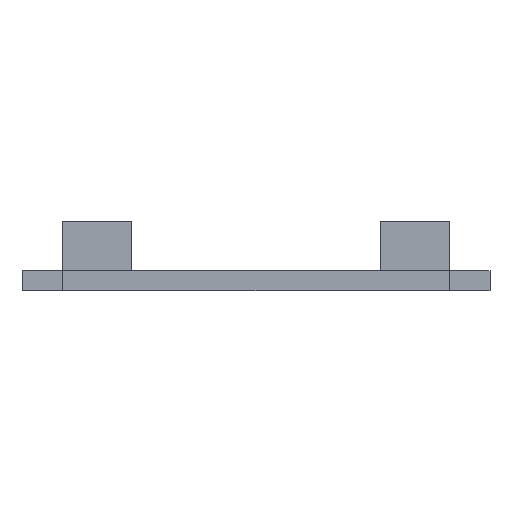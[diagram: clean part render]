
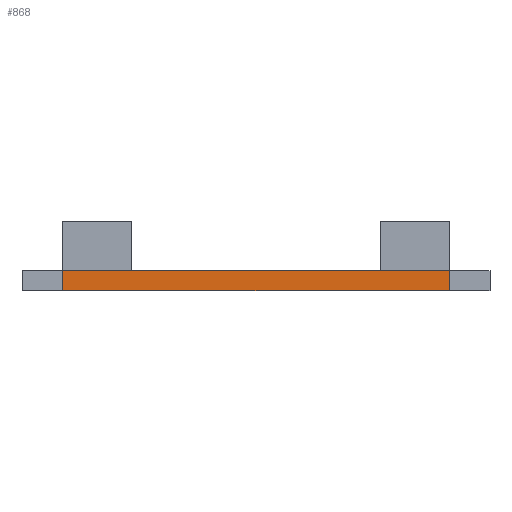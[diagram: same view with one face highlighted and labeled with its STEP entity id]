
A CAD part, front view. The second image highlights one B-rep face of the part: STEP entity #868.
In plain terms, the highlighted planar face has unit normal (0, -1, 0).
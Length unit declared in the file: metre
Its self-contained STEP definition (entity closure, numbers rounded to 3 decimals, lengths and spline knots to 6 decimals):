
#172=ORIENTED_EDGE('',*,*,#317,.F.);
#173=ORIENTED_EDGE('',*,*,#354,.T.);
#174=ORIENTED_EDGE('',*,*,#295,.T.);
#175=ORIENTED_EDGE('',*,*,#345,.F.);
#295=EDGE_CURVE('',#413,#412,#495,.T.);
#317=EDGE_CURVE('',#433,#434,#513,.T.);
#345=EDGE_CURVE('',#434,#412,#535,.T.);
#354=EDGE_CURVE('',#433,#413,#544,.T.);
#412=VERTEX_POINT('',#1234);
#413=VERTEX_POINT('',#1236);
#433=VERTEX_POINT('',#1278);
#434=VERTEX_POINT('',#1280);
#495=LINE('',#1235,#597);
#513=LINE('',#1279,#615);
#535=LINE('',#1332,#637);
#544=LINE('',#1346,#646);
#597=VECTOR('',#998,1.);
#615=VECTOR('',#1026,1.);
#637=VECTOR('',#1062,1.);
#646=VECTOR('',#1075,1.);
#710=EDGE_LOOP('',(#172,#173,#174,#175));
#780=FACE_BOUND('',#710,.T.);
#834=PLANE('',#935);
#868=ADVANCED_FACE('',(#780),#834,.T.);
#935=AXIS2_PLACEMENT_3D('',#1369,#1105,#1106);
#998=DIRECTION('',(1.,0.,0.));
#1026=DIRECTION('',(1.,0.,0.));
#1062=DIRECTION('',(0.,0.,-1.));
#1075=DIRECTION('',(0.,0.,-1.));
#1105=DIRECTION('',(0.,-1.,0.));
#1106=DIRECTION('',(1.,0.,0.));
#1234=CARTESIAN_POINT('',(0.0475,-0.093,0.));
#1235=CARTESIAN_POINT('',(0.,-0.093,0.));
#1236=CARTESIAN_POINT('',(-0.0475,-0.093,0.));
#1278=CARTESIAN_POINT('',(-0.0475,-0.093,0.005));
#1279=CARTESIAN_POINT('',(0.,-0.093,0.005));
#1280=CARTESIAN_POINT('',(0.0475,-0.093,0.005));
#1332=CARTESIAN_POINT('',(0.0475,-0.093,0.005));
#1346=CARTESIAN_POINT('',(-0.0475,-0.093,0.005));
#1369=CARTESIAN_POINT('',(0.,-0.093,0.004));
